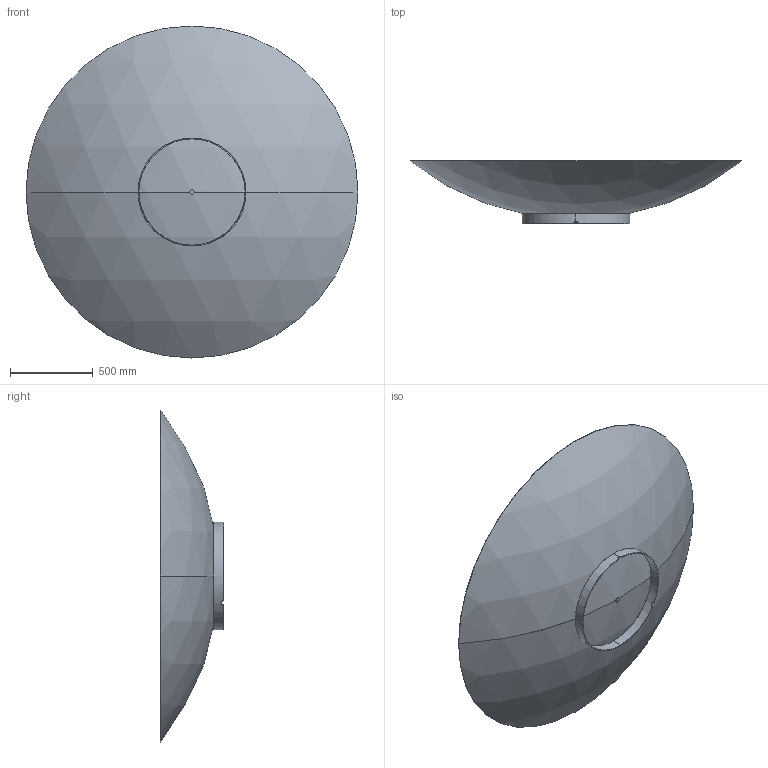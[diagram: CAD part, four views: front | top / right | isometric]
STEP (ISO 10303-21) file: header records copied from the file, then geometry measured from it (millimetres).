
FILE_DESCRIPTION (( 'STEP AP203' ), '1' );
FILE_NAME ('WN6.STEP', '2021-09-20T07:21:48', ( '' ), ( '' ), 'SwSTEP 2.0', 'SolidWorks 2021', '' );
FILE_SCHEMA (( 'CONFIG_CONTROL_DESIGN' ));
Length unit declared in the file: millimetre
Products named in the file (5): WN6 & BN6 -bowl; WN6; WN6 & BN6 Bowl 2000 Steel; WN6 & BN6 -Ring; Water bowl plug
Assembly tree (4 placements, depth 3):
  WN6
    WN6 & BN6 Bowl 2000 Steel
      WN6 & BN6 -Ring
      WN6 & BN6 -bowl
    Water bowl plug
Bounding box: 2000 x 382.58 x 2000 mm (x, y, z)
Volume: 18204360.1 mm3; surface area: 7332064.8 mm2
Topology: 3 solids, 3 shells, 32 faces, 80 edges, 52 vertices
Faces by surface type: plane 9, bspline 9, cylinder 6, cone 4, sphere 4
Entity records: 2527 total; most frequent: CARTESIAN_POINT 1295, ORIENTED_EDGE 160, DIRECTION 142, EDGE_CURVE 80, AXIS2_PLACEMENT_3D 63, VERTEX_POINT 52, PERSON_AND_ORGANIZATION 44, DATE_AND_TIME 33
